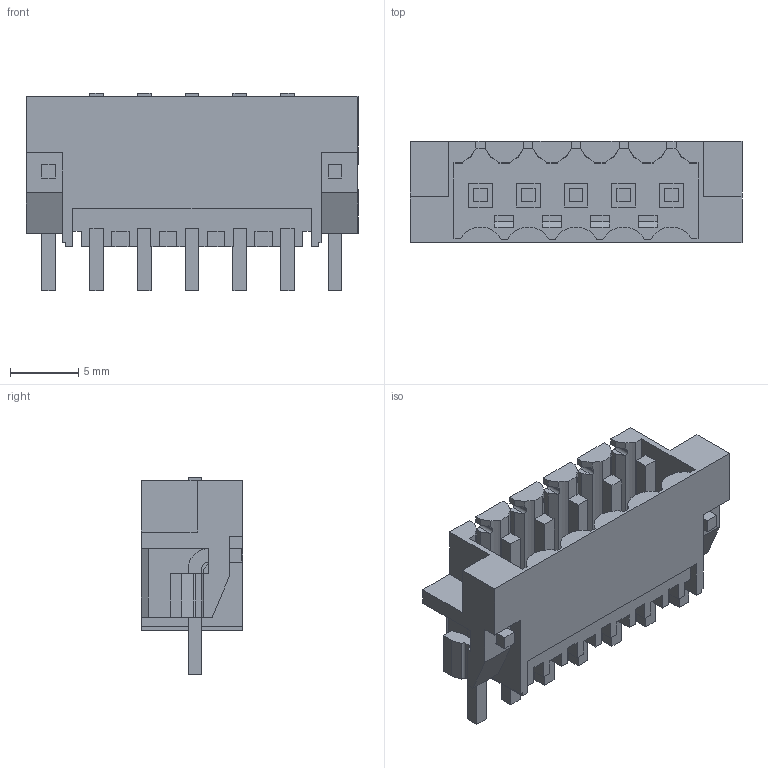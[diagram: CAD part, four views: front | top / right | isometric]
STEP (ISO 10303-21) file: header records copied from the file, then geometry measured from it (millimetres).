
FILE_DESCRIPTION(('CATIA V5 STEP Exchange','CAx-IF Rec.Pracs.--- Model Styling and Organization---1.2---2011-12-15'),'2;1');
FILE_NAME ('D1462175_0_2441810000_2441810000.stp','2018-03-20T12:02:41+00:00',('none'),('Weidmueller'),'CATIA Version 5-6 Release 2014','CATIA V5 STEP AP214','none');
FILE_SCHEMA(('AUTOMOTIVE_DESIGN { 1 0 10303 214 1 1 1 1 }'));
Length unit declared in the file: millimetre
Products named in the file (1): 2441810000
Bounding box: 24.35 x 7.45 x 14.45 mm (x, y, z)
Volume: 845 mm3; surface area: 2291.5 mm2
Topology: 8 solids, 8 shells, 470 faces, 1378 edges, 931 vertices
Faces by surface type: plane 427, cylinder 43
Entity records: 15141 total; most frequent: CARTESIAN_POINT 2781, ORIENTED_EDGE 2756, DIRECTION 1994, EDGE_CURVE 1378, VECTOR 1272, LINE 1272, VERTEX_POINT 931, EDGE_LOOP 491
